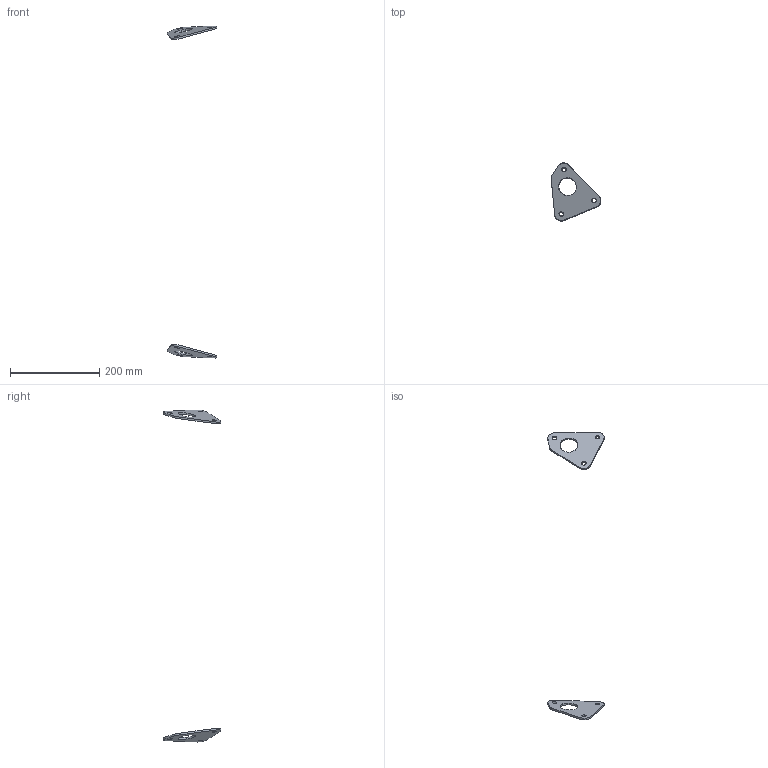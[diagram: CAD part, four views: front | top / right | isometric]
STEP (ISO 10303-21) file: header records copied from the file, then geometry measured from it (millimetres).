
FILE_DESCRIPTION(/* description */ (''),/* implementation_level */ '2;1');
FILE_NAME(/* name */ 'PTT01S006002A_INT_DUOMO_ANT_28_ASM.stp',/* time_stamp */ '2016-06-02T11:08:54+02:00',/* author */ (''),/* organization */ (''),/* preprocessor_version */ 'ST-DEVELOPER v16.5',/* originating_system */ 'Autodesk Translation Framework v5.0.0.3310',/* authorisation */ '');
FILE_SCHEMA (('AUTOMOTIVE_DESIGN { 1 0 10303 214 3 1 1 }'));
Length unit declared in the file: centimetre
Products named in the file (3): PTT01S006002A_INT_DUOMO_ANT_28_ASM; MANIFOLD_SOLID_BREP_928; MANIFOLD_SOLID_BREP_1603
Assembly tree (2 placements, depth 2):
  PTT01S006002A_INT_DUOMO_ANT_28_ASM
    MANIFOLD_SOLID_BREP_928
    MANIFOLD_SOLID_BREP_1603
Bounding box: 111.53 x 129.91 x 745.74 mm (x, y, z)
Volume: 62159 mm3; surface area: 35901.7 mm2
Topology: 2 solids, 2 shells, 30 faces, 78 edges, 52 vertices
Faces by surface type: cylinder 14, plane 12, bspline 4
Full cylindrical faces by diameter (mm): 10.15 x6
Entity records: 1083 total; most frequent: CARTESIAN_POINT 275, DIRECTION 154, ORIENTED_EDGE 144, EDGE_CURVE 72, AXIS2_PLACEMENT_3D 59, EDGE_LOOP 52, VERTEX_POINT 52, LINE 36
